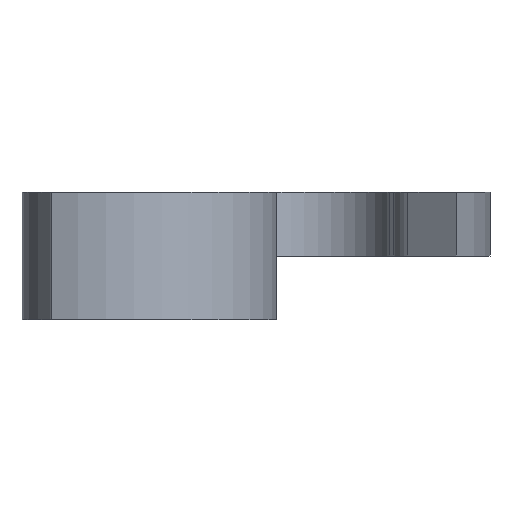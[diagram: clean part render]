
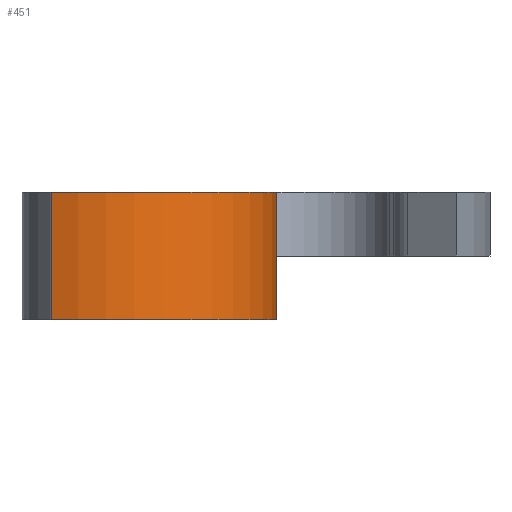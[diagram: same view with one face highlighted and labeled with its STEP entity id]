
A CAD part, front view. The second image highlights one B-rep face of the part: STEP entity #451.
In plain terms, the highlighted cylindrical face has radius 10.414 mm (diameter 20.828 mm), a partial arc.
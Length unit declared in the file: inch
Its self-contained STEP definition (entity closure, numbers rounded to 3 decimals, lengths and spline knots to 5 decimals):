
#2 = EDGE_CURVE ( 'NONE', #231, #393, #251, .T. ) ;
#4 = DIRECTION ( 'NONE',  ( 0., 0., -1. ) ) ;
#16 = VECTOR ( 'NONE', #4, 39.37008 ) ;
#36 = ORIENTED_EDGE ( 'NONE', *, *, #77, .F. ) ;
#44 = DIRECTION ( 'NONE',  ( 1., 0., 0. ) ) ;
#73 = CARTESIAN_POINT ( 'NONE',  ( -0.48938, -0.94445, 0.31496 ) ) ;
#77 = EDGE_CURVE ( 'NONE', #393, #242, #431, .T. ) ;
#217 = ORIENTED_EDGE ( 'NONE', *, *, #533, .T. ) ;
#221 = DIRECTION ( 'NONE',  ( 1., 0., 0. ) ) ;
#231 = VERTEX_POINT ( 'NONE', #937 ) ;
#232 = CIRCLE ( 'NONE', #841, 0.41 ) ;
#242 = VERTEX_POINT ( 'NONE', #468 ) ;
#251 = CIRCLE ( 'NONE', #633, 0.41 ) ;
#252 = EDGE_LOOP ( 'NONE', ( #217, #36, #339, #383 ) ) ;
#283 = DIRECTION ( 'NONE',  ( 0., 0., -1. ) ) ;
#302 = DIRECTION ( 'NONE',  ( 0., 0., 1. ) ) ;
#312 = VECTOR ( 'NONE', #283, 39.37008 ) ;
#339 = ORIENTED_EDGE ( 'NONE', *, *, #2, .F. ) ;
#360 = CARTESIAN_POINT ( 'NONE',  ( -0.08146, -0.90329, 0.31496 ) ) ;
#383 = ORIENTED_EDGE ( 'NONE', *, *, #603, .T. ) ;
#393 = VERTEX_POINT ( 'NONE', #576 ) ;
#431 = LINE ( 'NONE', #360, #16 ) ;
#444 = FACE_OUTER_BOUND ( 'NONE', #252, .T. ) ;
#451 = ADVANCED_FACE ( 'NONE', ( #444 ), #608, .T. ) ;
#452 = DIRECTION ( 'NONE',  ( -1., 0., 0. ) ) ;
#468 = CARTESIAN_POINT ( 'NONE',  ( -0.08146, -0.90329, 0. ) ) ;
#482 = DIRECTION ( 'NONE',  ( 0., 0., 1. ) ) ;
#498 = LINE ( 'NONE', #926, #312 ) ;
#522 = CARTESIAN_POINT ( 'NONE',  ( -0.48938, -0.94445, 0.31496 ) ) ;
#529 = VERTEX_POINT ( 'NONE', #550 ) ;
#533 = EDGE_CURVE ( 'NONE', #529, #242, #232, .T. ) ;
#550 = CARTESIAN_POINT ( 'NONE',  ( -0.6371, -1.32691, 0. ) ) ;
#576 = CARTESIAN_POINT ( 'NONE',  ( -0.08146, -0.90329, 0.31496 ) ) ;
#595 = AXIS2_PLACEMENT_3D ( 'NONE', #522, #668, #452 ) ;
#603 = EDGE_CURVE ( 'NONE', #231, #529, #498, .T. ) ;
#608 = CYLINDRICAL_SURFACE ( 'NONE', #595, 0.41 ) ;
#633 = AXIS2_PLACEMENT_3D ( 'NONE', #73, #302, #221 ) ;
#668 = DIRECTION ( 'NONE',  ( 0., 0., -1. ) ) ;
#841 = AXIS2_PLACEMENT_3D ( 'NONE', #919, #482, #44 ) ;
#919 = CARTESIAN_POINT ( 'NONE',  ( -0.48938, -0.94445, 0. ) ) ;
#926 = CARTESIAN_POINT ( 'NONE',  ( -0.6371, -1.32691, 0.31496 ) ) ;
#937 = CARTESIAN_POINT ( 'NONE',  ( -0.6371, -1.32691, 0.31496 ) ) ;
